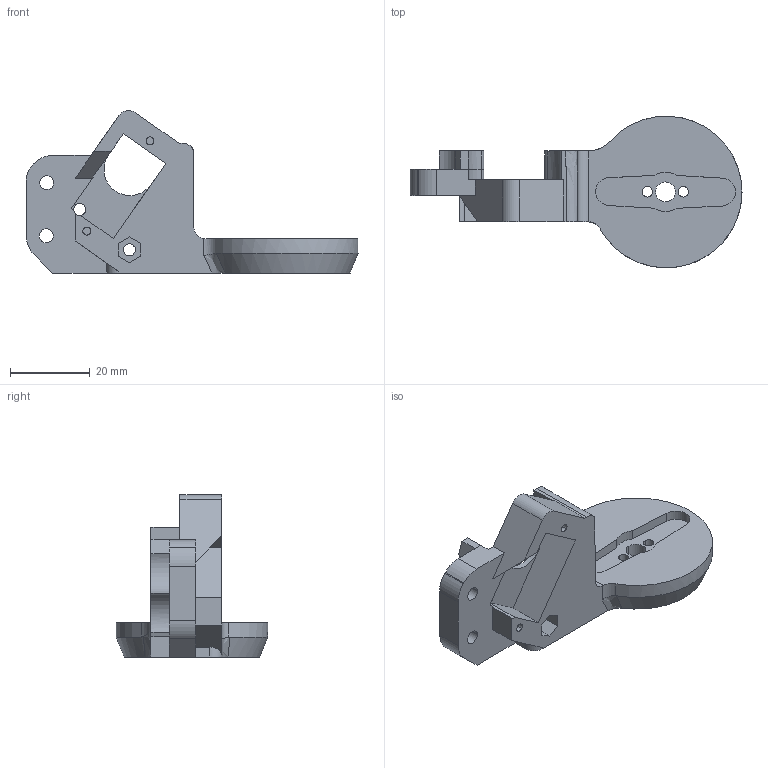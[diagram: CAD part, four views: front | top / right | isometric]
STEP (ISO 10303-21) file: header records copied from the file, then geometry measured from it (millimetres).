
FILE_DESCRIPTION((''),'2;1');
FILE_NAME('GREIFERGELENK_1','2025-04-26T19:20:41',('ZOMBULLI'),('CARL ZEISS'),'CREO PARAMETRIC BY PTC INC, 2024014','CREO PARAMETRIC BY PTC INC, 2024014','');
FILE_SCHEMA(('AUTOMOTIVE_DESIGN { 1 0 10303 214 1 1 1 1 }'));
Length unit declared in the file: millimetre
Products named in the file (1): GREIFERGELENK_1
Bounding box: 83.23 x 37.99 x 40.75 mm (x, y, z)
Volume: 19934.7 mm3; surface area: 9316.1 mm2
Topology: 1 solids, 1 shells, 109 faces, 332 edges, 227 vertices
Faces by surface type: plane 54, cylinder 47, cone 5, bspline 2, extrusion 1
Entity records: 5023 total; most frequent: CARTESIAN_POINT 797, ORIENTED_EDGE 664, DIRECTION 657, PRESENTATION_STYLE_ASSIGNMENT 333, STYLED_ITEM 333, CURVE_STYLE 332, EDGE_CURVE 332, AXIS2_PLACEMENT_3D 236
